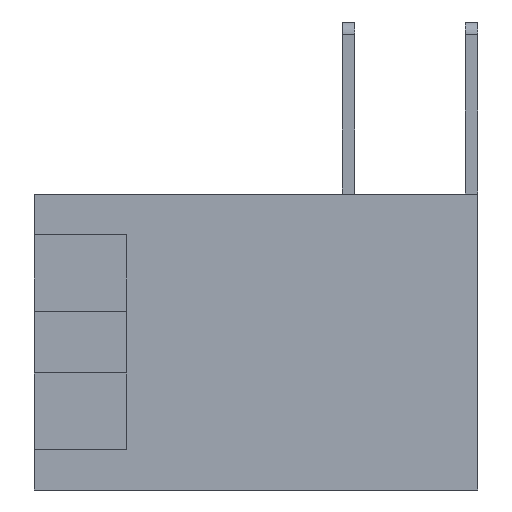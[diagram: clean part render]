
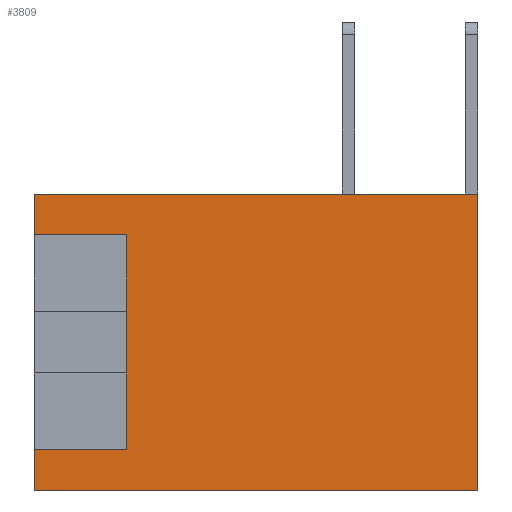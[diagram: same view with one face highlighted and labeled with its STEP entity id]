
A CAD part, left-side view. The second image highlights one B-rep face of the part: STEP entity #3809.
In plain terms, the highlighted planar face has unit normal (-1, 0, 0).
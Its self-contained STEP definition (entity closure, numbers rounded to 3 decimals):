
#1236=CARTESIAN_POINT('',(1.5,0.,0.));
#1237=VERTEX_POINT('',#1236);
#1247=CARTESIAN_POINT('',(1.5,0.,-4.8));
#1248=VERTEX_POINT('',#1247);
#1249=CARTESIAN_POINT('',(1.5,0.,0.));
#1250=CARTESIAN_POINT('',(1.5,0.,-0.96));
#1251=CARTESIAN_POINT('',(1.5,0.,-1.92));
#1252=CARTESIAN_POINT('',(1.5,0.,-2.88));
#1253=CARTESIAN_POINT('',(1.5,0.,-3.84));
#1254=CARTESIAN_POINT('',(1.5,0.,-4.8));
#1255=B_SPLINE_CURVE_WITH_KNOTS('',5,(#1249,#1250,#1251,#1252,#1253,#1254),.UNSPECIFIED.,.F.,.U.,(6,6),(0.,4.8),.UNSPECIFIED.);
#1256=EDGE_CURVE('',#1237,#1248,#1255,.T.);
#3712=CARTESIAN_POINT('',(1.5,7.2,-4.8));
#3713=VERTEX_POINT('',#3712);
#3714=CARTESIAN_POINT('',(1.5,0.,-4.8));
#3715=CARTESIAN_POINT('',(1.5,1.44,-4.8));
#3716=CARTESIAN_POINT('',(1.5,2.88,-4.8));
#3717=CARTESIAN_POINT('',(1.5,4.32,-4.8));
#3718=CARTESIAN_POINT('',(1.5,5.76,-4.8));
#3719=CARTESIAN_POINT('',(1.5,7.2,-4.8));
#3720=B_SPLINE_CURVE_WITH_KNOTS('',5,(#3714,#3715,#3716,#3717,#3718,#3719),.UNSPECIFIED.,.F.,.U.,(6,6),(0.,7.2),.UNSPECIFIED.);
#3721=EDGE_CURVE('',#1248,#3713,#3720,.T.);
#3736=CARTESIAN_POINT('',(1.5,3.6,-2.4));
#3737=DIRECTION('',(0.,0.,1.));
#3738=DIRECTION('',(-1.,0.,0.));
#3739=AXIS2_PLACEMENT_3D('',#3736,#3738,#3737);
#3740=PLANE('',#3739);
#3741=CARTESIAN_POINT('',(1.5,5.7,-4.15));
#3742=VERTEX_POINT('',#3741);
#3743=CARTESIAN_POINT('',(1.5,7.2,-4.15));
#3744=VERTEX_POINT('',#3743);
#3745=CARTESIAN_POINT('',(1.5,5.7,-4.15));
#3746=CARTESIAN_POINT('',(1.5,6.,-4.15));
#3747=CARTESIAN_POINT('',(1.5,6.3,-4.15));
#3748=CARTESIAN_POINT('',(1.5,6.6,-4.15));
#3749=CARTESIAN_POINT('',(1.5,6.9,-4.15));
#3750=CARTESIAN_POINT('',(1.5,7.2,-4.15));
#3751=B_SPLINE_CURVE_WITH_KNOTS('',5,(#3745,#3746,#3747,#3748,#3749,#3750),.UNSPECIFIED.,.F.,.U.,(6,6),(0.,1.5),.UNSPECIFIED.);
#3752=EDGE_CURVE('',#3742,#3744,#3751,.T.);
#3753=ORIENTED_EDGE('',*,*,#3752,.T.);
#3754=CARTESIAN_POINT('',(1.5,7.2,-4.8));
#3755=CARTESIAN_POINT('',(1.5,7.2,-4.67));
#3756=CARTESIAN_POINT('',(1.5,7.2,-4.54));
#3757=CARTESIAN_POINT('',(1.5,7.2,-4.41));
#3758=CARTESIAN_POINT('',(1.5,7.2,-4.28));
#3759=CARTESIAN_POINT('',(1.5,7.2,-4.15));
#3760=B_SPLINE_CURVE_WITH_KNOTS('',5,(#3754,#3755,#3756,#3757,#3758,#3759),.UNSPECIFIED.,.F.,.U.,(6,6),(0.,0.65),.UNSPECIFIED.);
#3761=EDGE_CURVE('',#3713,#3744,#3760,.T.);
#3762=ORIENTED_EDGE('',*,*,#3761,.F.);
#3763=ORIENTED_EDGE('',*,*,#3721,.F.);
#3764=ORIENTED_EDGE('',*,*,#1256,.F.);
#3765=CARTESIAN_POINT('',(1.5,7.2,0.));
#3766=VERTEX_POINT('',#3765);
#3767=CARTESIAN_POINT('',(1.5,0.,0.));
#3768=CARTESIAN_POINT('',(1.5,1.44,0.));
#3769=CARTESIAN_POINT('',(1.5,2.88,0.));
#3770=CARTESIAN_POINT('',(1.5,4.32,0.));
#3771=CARTESIAN_POINT('',(1.5,5.76,0.));
#3772=CARTESIAN_POINT('',(1.5,7.2,0.));
#3773=B_SPLINE_CURVE_WITH_KNOTS('',5,(#3767,#3768,#3769,#3770,#3771,#3772),.UNSPECIFIED.,.F.,.U.,(6,6),(0.,7.2),.UNSPECIFIED.);
#3774=EDGE_CURVE('',#1237,#3766,#3773,.T.);
#3775=ORIENTED_EDGE('',*,*,#3774,.T.);
#3776=CARTESIAN_POINT('',(1.5,7.2,-0.65));
#3777=VERTEX_POINT('',#3776);
#3778=CARTESIAN_POINT('',(1.5,7.2,-0.65));
#3779=CARTESIAN_POINT('',(1.5,7.2,-0.52));
#3780=CARTESIAN_POINT('',(1.5,7.2,-0.39));
#3781=CARTESIAN_POINT('',(1.5,7.2,-0.26));
#3782=CARTESIAN_POINT('',(1.5,7.2,-0.13));
#3783=CARTESIAN_POINT('',(1.5,7.2,0.));
#3784=B_SPLINE_CURVE_WITH_KNOTS('',5,(#3778,#3779,#3780,#3781,#3782,#3783),.UNSPECIFIED.,.F.,.U.,(6,6),(0.,0.65),.UNSPECIFIED.);
#3785=EDGE_CURVE('',#3777,#3766,#3784,.T.);
#3786=ORIENTED_EDGE('',*,*,#3785,.F.);
#3787=CARTESIAN_POINT('',(1.5,5.7,-0.65));
#3788=VERTEX_POINT('',#3787);
#3789=CARTESIAN_POINT('',(1.5,7.2,-0.65));
#3790=CARTESIAN_POINT('',(1.5,6.9,-0.65));
#3791=CARTESIAN_POINT('',(1.5,6.6,-0.65));
#3792=CARTESIAN_POINT('',(1.5,6.3,-0.65));
#3793=CARTESIAN_POINT('',(1.5,6.,-0.65));
#3794=CARTESIAN_POINT('',(1.5,5.7,-0.65));
#3795=B_SPLINE_CURVE_WITH_KNOTS('',5,(#3789,#3790,#3791,#3792,#3793,#3794),.UNSPECIFIED.,.F.,.U.,(6,6),(0.,1.5),.UNSPECIFIED.);
#3796=EDGE_CURVE('',#3777,#3788,#3795,.T.);
#3797=ORIENTED_EDGE('',*,*,#3796,.T.);
#3798=CARTESIAN_POINT('',(1.5,5.7,-0.65));
#3799=CARTESIAN_POINT('',(1.5,5.7,-1.35));
#3800=CARTESIAN_POINT('',(1.5,5.7,-2.05));
#3801=CARTESIAN_POINT('',(1.5,5.7,-2.75));
#3802=CARTESIAN_POINT('',(1.5,5.7,-3.45));
#3803=CARTESIAN_POINT('',(1.5,5.7,-4.15));
#3804=B_SPLINE_CURVE_WITH_KNOTS('',5,(#3798,#3799,#3800,#3801,#3802,#3803),.UNSPECIFIED.,.F.,.U.,(6,6),(0.,3.5),.UNSPECIFIED.);
#3805=EDGE_CURVE('',#3788,#3742,#3804,.T.);
#3806=ORIENTED_EDGE('',*,*,#3805,.T.);
#3807=EDGE_LOOP('',(#3753,#3762,#3763,#3764,#3775,#3786,#3797,#3806));
#3808=FACE_OUTER_BOUND('',#3807,.T.);
#3809=ADVANCED_FACE('',(#3808),#3740,.T.);
